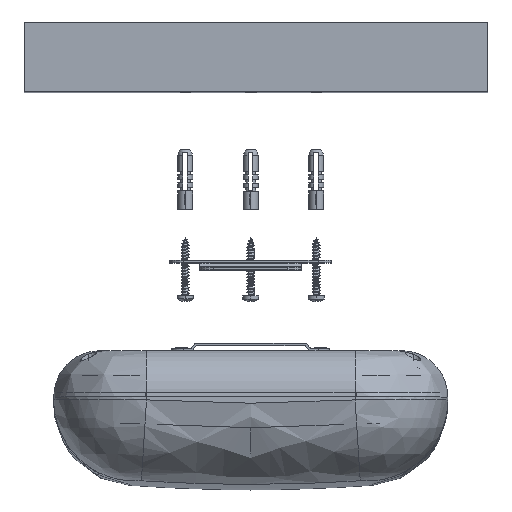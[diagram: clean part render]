
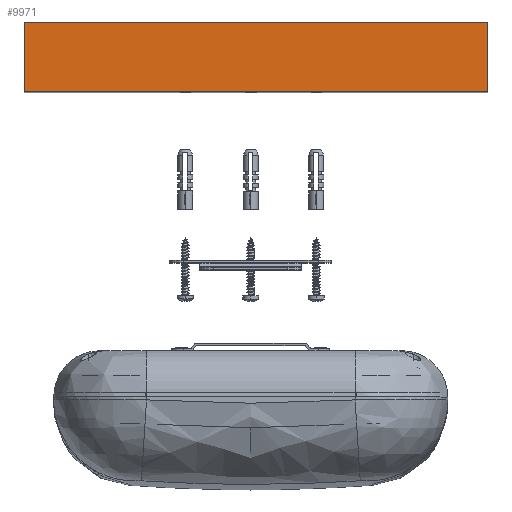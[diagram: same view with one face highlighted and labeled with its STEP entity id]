
A CAD part, top view. The second image highlights one B-rep face of the part: STEP entity #9971.
In plain terms, the highlighted planar face has unit normal (0, 0, 1).
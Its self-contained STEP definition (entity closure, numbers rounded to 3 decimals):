
#567 = EDGE_CURVE ( 'NONE', #21430, #24858, #11641, .T. ) ;
#779 = VERTEX_POINT ( 'NONE', #25887 ) ;
#2078 = CARTESIAN_POINT ( 'NONE',  ( -97.756, 186.641, 125. ) ) ;
#4304 = CARTESIAN_POINT ( 'NONE',  ( 0., 186.641, 125. ) ) ;
#5081 = FACE_OUTER_BOUND ( 'NONE', #18308, .T. ) ;
#5214 = LINE ( 'NONE', #34050, #40229 ) ;
#6537 = CARTESIAN_POINT ( 'NONE',  ( -97.756, 186.641, 125. ) ) ;
#6665 = LINE ( 'NONE', #23131, #52675 ) ;
#9971 = ADVANCED_FACE ( 'NONE', ( #5081 ), #13204, .F. ) ;
#10101 = ORIENTED_EDGE ( 'NONE', *, *, #29959, .F. ) ;
#11641 = LINE ( 'NONE', #4304, #13176 ) ;
#13176 = VECTOR ( 'NONE', #16475, 1000. ) ;
#13204 = PLANE ( 'NONE',  #23854 ) ;
#13479 = DIRECTION ( 'NONE',  ( -1., 0., 0. ) ) ;
#16475 = DIRECTION ( 'NONE',  ( 1., 0., 0. ) ) ;
#18149 = DIRECTION ( 'NONE',  ( 0., 1., 0. ) ) ;
#18308 = EDGE_LOOP ( 'NONE', ( #10101, #26638, #40304, #22205 ) ) ;
#19039 = VECTOR ( 'NONE', #18149, 1000. ) ;
#21430 = VERTEX_POINT ( 'NONE', #32785 ) ;
#22205 = ORIENTED_EDGE ( 'NONE', *, *, #41682, .F. ) ;
#23131 = CARTESIAN_POINT ( 'NONE',  ( -97.756, 156.641, 125. ) ) ;
#23854 = AXIS2_PLACEMENT_3D ( 'NONE', #2078, #34193, #13479 ) ;
#24858 = VERTEX_POINT ( 'NONE', #50081 ) ;
#25887 = CARTESIAN_POINT ( 'NONE',  ( 102.244, 156.641, 125. ) ) ;
#26638 = ORIENTED_EDGE ( 'NONE', *, *, #567, .F. ) ;
#29493 = DIRECTION ( 'NONE',  ( 0., -1., 0. ) ) ;
#29959 = EDGE_CURVE ( 'NONE', #24858, #779, #5214, .T. ) ;
#32785 = CARTESIAN_POINT ( 'NONE',  ( -97.756, 186.641, 125. ) ) ;
#34050 = CARTESIAN_POINT ( 'NONE',  ( 102.244, 186.641, 125. ) ) ;
#34193 = DIRECTION ( 'NONE',  ( 0., 0., -1. ) ) ;
#34309 = LINE ( 'NONE', #6537, #19039 ) ;
#39086 = EDGE_CURVE ( 'NONE', #50524, #21430, #34309, .T. ) ;
#40229 = VECTOR ( 'NONE', #29493, 1000. ) ;
#40304 = ORIENTED_EDGE ( 'NONE', *, *, #39086, .F. ) ;
#41682 = EDGE_CURVE ( 'NONE', #779, #50524, #6665, .T. ) ;
#47903 = DIRECTION ( 'NONE',  ( -1., 0., 0. ) ) ;
#48375 = CARTESIAN_POINT ( 'NONE',  ( -97.756, 156.641, 125. ) ) ;
#50081 = CARTESIAN_POINT ( 'NONE',  ( 102.244, 186.641, 125. ) ) ;
#50524 = VERTEX_POINT ( 'NONE', #48375 ) ;
#52675 = VECTOR ( 'NONE', #47903, 1000. ) ;
